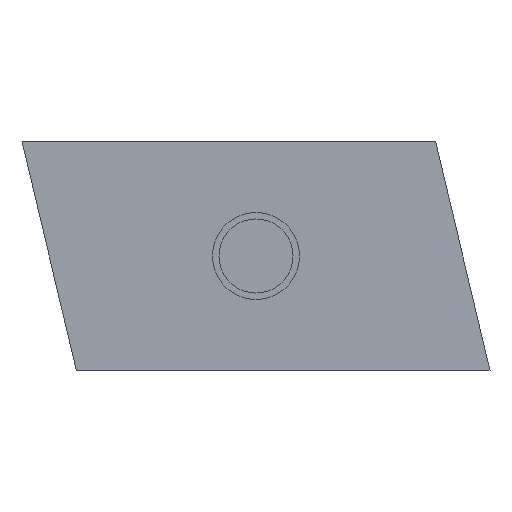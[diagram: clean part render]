
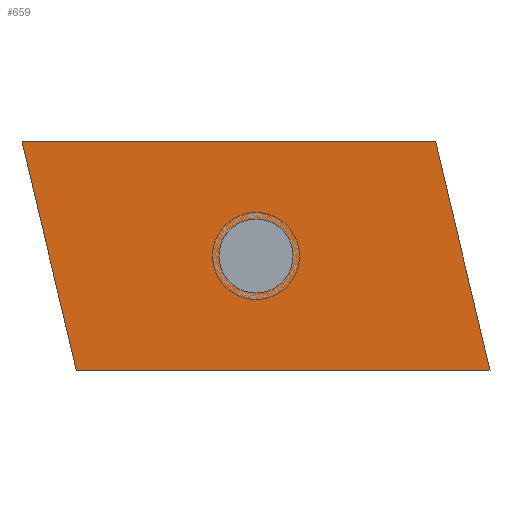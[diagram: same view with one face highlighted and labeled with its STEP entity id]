
A CAD part, front view. The second image highlights one B-rep face of the part: STEP entity #659.
In plain terms, the highlighted planar face has unit normal (0, -1, 0).
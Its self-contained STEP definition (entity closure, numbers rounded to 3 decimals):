
#15 = VECTOR ( 'NONE', #593, 1000. ) ;
#38 = LINE ( 'NONE', #525, #194 ) ;
#40 = LINE ( 'NONE', #537, #150 ) ;
#56 = AXIS2_PLACEMENT_3D ( 'NONE', #1173, #1079, #280 ) ;
#68 = EDGE_CURVE ( 'NONE', #263, #1026, #38, .T. ) ;
#86 = DIRECTION ( 'NONE',  ( 0., 1., 0. ) ) ;
#126 = VECTOR ( 'NONE', #596, 1000. ) ;
#150 = VECTOR ( 'NONE', #1021, 1000. ) ;
#161 = DIRECTION ( 'NONE',  ( 0., 0., 1. ) ) ;
#168 = PLANE ( 'NONE',  #398 ) ;
#177 = FACE_OUTER_BOUND ( 'NONE', #984, .T. ) ;
#192 = ORIENTED_EDGE ( 'NONE', *, *, #688, .T. ) ;
#194 = VECTOR ( 'NONE', #798, 1000. ) ;
#235 = VERTEX_POINT ( 'NONE', #839 ) ;
#241 = VERTEX_POINT ( 'NONE', #680 ) ;
#263 = VERTEX_POINT ( 'NONE', #387 ) ;
#267 = ORIENTED_EDGE ( 'NONE', *, *, #282, .T. ) ;
#280 = DIRECTION ( 'NONE',  ( 0., 0., 1. ) ) ;
#282 = EDGE_CURVE ( 'NONE', #235, #241, #428, .T. ) ;
#286 = CARTESIAN_POINT ( 'NONE',  ( -21.5, 0., 10.5 ) ) ;
#302 = EDGE_CURVE ( 'NONE', #523, #263, #1160, .T. ) ;
#356 = CARTESIAN_POINT ( 'NONE',  ( -16.5, 0., -10.5 ) ) ;
#387 = CARTESIAN_POINT ( 'NONE',  ( 16.5, 0., 10.5 ) ) ;
#389 = ORIENTED_EDGE ( 'NONE', *, *, #68, .F. ) ;
#398 = AXIS2_PLACEMENT_3D ( 'NONE', #575, #86, #161 ) ;
#428 = CIRCLE ( 'NONE', #56, 3.4 ) ;
#433 = ORIENTED_EDGE ( 'NONE', *, *, #838, .F. ) ;
#523 = VERTEX_POINT ( 'NONE', #630 ) ;
#525 = CARTESIAN_POINT ( 'NONE',  ( 21.5, 0., -10.5 ) ) ;
#537 = CARTESIAN_POINT ( 'NONE',  ( -16.5, 0., -10.5 ) ) ;
#575 = CARTESIAN_POINT ( 'NONE',  ( 0., 0., 0. ) ) ;
#586 = DIRECTION ( 'NONE',  ( 0., 0., 1. ) ) ;
#593 = DIRECTION ( 'NONE',  ( 1., 0., 0. ) ) ;
#596 = DIRECTION ( 'NONE',  ( -0.232, 0., 0.973 ) ) ;
#630 = CARTESIAN_POINT ( 'NONE',  ( -21.5, 0., 10.5 ) ) ;
#659 = ADVANCED_FACE ( 'NONE', ( #1056, #177 ), #168, .F. ) ;
#680 = CARTESIAN_POINT ( 'NONE',  ( 0., 0., -3.4 ) ) ;
#684 = CARTESIAN_POINT ( 'NONE',  ( -16.5, 0., -10.5 ) ) ;
#688 = EDGE_CURVE ( 'NONE', #241, #235, #1016, .T. ) ;
#798 = DIRECTION ( 'NONE',  ( 0.232, 0., -0.973 ) ) ;
#811 = AXIS2_PLACEMENT_3D ( 'NONE', #968, #882, #586 ) ;
#838 = EDGE_CURVE ( 'NONE', #1009, #523, #910, .T. ) ;
#839 = CARTESIAN_POINT ( 'NONE',  ( 0., 0., 3.4 ) ) ;
#857 = CARTESIAN_POINT ( 'NONE',  ( 21.5, 0., -10.5 ) ) ;
#882 = DIRECTION ( 'NONE',  ( 0., 1., 0. ) ) ;
#910 = LINE ( 'NONE', #684, #126 ) ;
#968 = CARTESIAN_POINT ( 'NONE',  ( 0., 0., 0. ) ) ;
#984 = EDGE_LOOP ( 'NONE', ( #433, #988, #389, #1133 ) ) ;
#988 = ORIENTED_EDGE ( 'NONE', *, *, #1012, .F. ) ;
#1009 = VERTEX_POINT ( 'NONE', #356 ) ;
#1012 = EDGE_CURVE ( 'NONE', #1026, #1009, #40, .T. ) ;
#1016 = CIRCLE ( 'NONE', #811, 3.4 ) ;
#1021 = DIRECTION ( 'NONE',  ( -1., 0., 0. ) ) ;
#1026 = VERTEX_POINT ( 'NONE', #857 ) ;
#1056 = FACE_BOUND ( 'NONE', #1174, .T. ) ;
#1079 = DIRECTION ( 'NONE',  ( 0., 1., 0. ) ) ;
#1133 = ORIENTED_EDGE ( 'NONE', *, *, #302, .F. ) ;
#1160 = LINE ( 'NONE', #286, #15 ) ;
#1173 = CARTESIAN_POINT ( 'NONE',  ( 0., 0., 0. ) ) ;
#1174 = EDGE_LOOP ( 'NONE', ( #267, #192 ) ) ;
